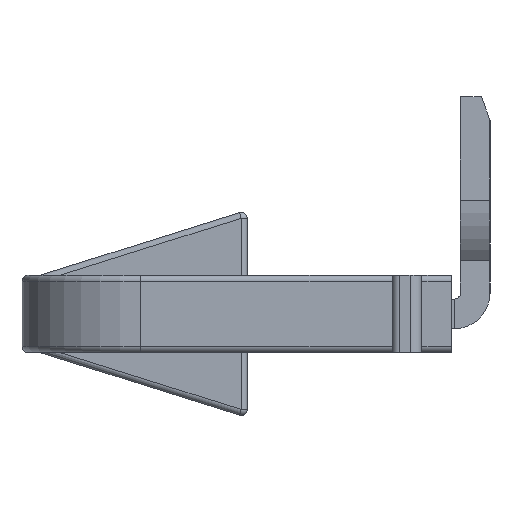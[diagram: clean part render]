
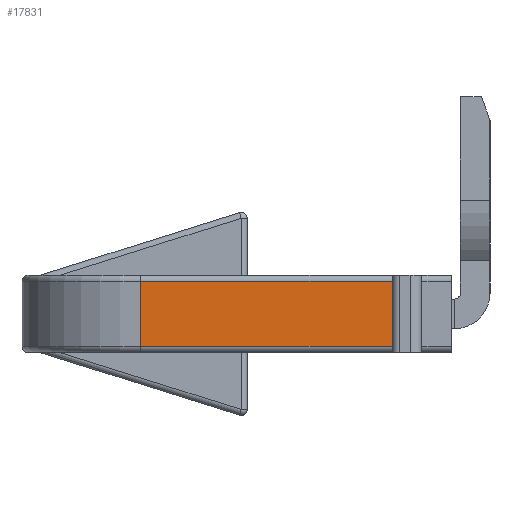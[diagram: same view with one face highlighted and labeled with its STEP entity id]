
A CAD part, left-side view. The second image highlights one B-rep face of the part: STEP entity #17831.
In plain terms, the highlighted planar face has unit normal (-1, 0, 0).
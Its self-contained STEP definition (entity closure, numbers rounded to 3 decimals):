
#227 = VECTOR ( 'NONE', #12783, 1000. ) ;
#389 = LINE ( 'NONE', #19054, #227 ) ;
#783 = VERTEX_POINT ( 'NONE', #11682 ) ;
#838 = CARTESIAN_POINT ( 'NONE',  ( -48.646, 16.13, -4.919 ) ) ;
#2121 = DIRECTION ( 'NONE',  ( 1., 0., 0. ) ) ;
#3019 = ORIENTED_EDGE ( 'NONE', *, *, #7119, .T. ) ;
#5213 = CARTESIAN_POINT ( 'NONE',  ( -48.646, 20.13, -5.119 ) ) ;
#5527 = LINE ( 'NONE', #15797, #18998 ) ;
#5908 = DIRECTION ( 'NONE',  ( 0., 0., 1. ) ) ;
#6127 = AXIS2_PLACEMENT_3D ( 'NONE', #5213, #2121, #18832 ) ;
#6299 = ORIENTED_EDGE ( 'NONE', *, *, #8974, .T. ) ;
#6517 = CARTESIAN_POINT ( 'NONE',  ( -48.646, 7.63, -2.719 ) ) ;
#6622 = VECTOR ( 'NONE', #13488, 1000. ) ;
#7119 = EDGE_CURVE ( 'NONE', #9095, #783, #5527, .T. ) ;
#7168 = CARTESIAN_POINT ( 'NONE',  ( -48.646, 7.63, -5.119 ) ) ;
#7257 = CARTESIAN_POINT ( 'NONE',  ( -48.646, 7.63, -4.919 ) ) ;
#7270 = DIRECTION ( 'NONE',  ( 0., 1., 0. ) ) ;
#8495 = EDGE_CURVE ( 'NONE', #783, #19473, #389, .T. ) ;
#8974 = EDGE_CURVE ( 'NONE', #19473, #10442, #11799, .T. ) ;
#9095 = VERTEX_POINT ( 'NONE', #6517 ) ;
#9099 = EDGE_CURVE ( 'NONE', #10442, #9095, #12051, .T. ) ;
#9385 = VECTOR ( 'NONE', #5908, 1000. ) ;
#9628 = FACE_OUTER_BOUND ( 'NONE', #17262, .T. ) ;
#10442 = VERTEX_POINT ( 'NONE', #7257 ) ;
#11682 = CARTESIAN_POINT ( 'NONE',  ( -48.646, 16.13, -2.719 ) ) ;
#11799 = LINE ( 'NONE', #13782, #6622 ) ;
#12051 = LINE ( 'NONE', #7168, #9385 ) ;
#12156 = ORIENTED_EDGE ( 'NONE', *, *, #8495, .T. ) ;
#12783 = DIRECTION ( 'NONE',  ( 0., 0., -1. ) ) ;
#13488 = DIRECTION ( 'NONE',  ( 0., -1., 0. ) ) ;
#13782 = CARTESIAN_POINT ( 'NONE',  ( -48.646, 20.13, -4.919 ) ) ;
#15797 = CARTESIAN_POINT ( 'NONE',  ( -48.646, 20.13, -2.719 ) ) ;
#17262 = EDGE_LOOP ( 'NONE', ( #12156, #6299, #19346, #3019 ) ) ;
#17831 = ADVANCED_FACE ( 'NONE', ( #9628 ), #18235, .F. ) ;
#18235 = PLANE ( 'NONE',  #6127 ) ;
#18832 = DIRECTION ( 'NONE',  ( 0., 0., -1. ) ) ;
#18998 = VECTOR ( 'NONE', #7270, 1000. ) ;
#19054 = CARTESIAN_POINT ( 'NONE',  ( -48.646, 16.13, -5.119 ) ) ;
#19346 = ORIENTED_EDGE ( 'NONE', *, *, #9099, .T. ) ;
#19473 = VERTEX_POINT ( 'NONE', #838 ) ;
